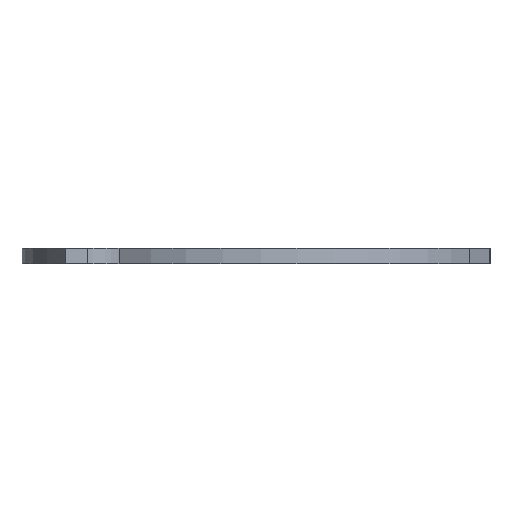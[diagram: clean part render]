
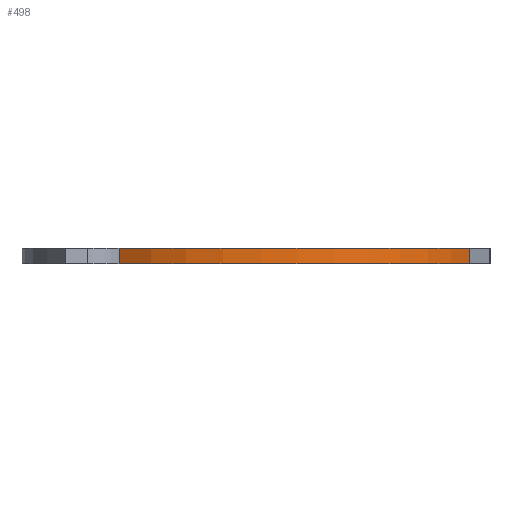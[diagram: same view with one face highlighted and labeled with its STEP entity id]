
A CAD part, front view. The second image highlights one B-rep face of the part: STEP entity #498.
In plain terms, the highlighted cylindrical face has radius 17.575 mm (diameter 35.15 mm), a partial arc.
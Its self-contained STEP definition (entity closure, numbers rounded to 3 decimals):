
#33 = VERTEX_POINT ( 'NONE', #905 ) ;
#80 = CARTESIAN_POINT ( 'NONE',  ( -141.304, 188.888, 1.15 ) ) ;
#87 = CARTESIAN_POINT ( 'NONE',  ( -125.304, 181.616, 1.15 ) ) ;
#92 = CARTESIAN_POINT ( 'NONE',  ( -125.304, 181.616, 0. ) ) ;
#95 = CARTESIAN_POINT ( 'NONE',  ( -151.579, 174.63, 1.15 ) ) ;
#181 = EDGE_CURVE ( 'NONE', #1095, #660, #365, .T. ) ;
#223 = CARTESIAN_POINT ( 'NONE',  ( -141.304, 188.888, 1.15 ) ) ;
#237 = DIRECTION ( 'NONE',  ( -1., 0., 0. ) ) ;
#297 = EDGE_CURVE ( 'NONE', #33, #819, #370, .T. ) ;
#314 = CYLINDRICAL_SURFACE ( 'NONE', #595, 17.575 ) ;
#365 = LINE ( 'NONE', #466, #464 ) ;
#370 = LINE ( 'NONE', #95, #1038 ) ;
#373 = CIRCLE ( 'NONE', #462, 17.575 ) ;
#462 = AXIS2_PLACEMENT_3D ( 'NONE', #575, #567, #1166 ) ;
#464 = VECTOR ( 'NONE', #1233, 1000. ) ;
#466 = CARTESIAN_POINT ( 'NONE',  ( -125.304, 181.616, 1.15 ) ) ;
#498 = ADVANCED_FACE ( 'NONE', ( #1196 ), #314, .T. ) ;
#500 = ORIENTED_EDGE ( 'NONE', *, *, #1052, .T. ) ;
#567 = DIRECTION ( 'NONE',  ( 0., 0., 1. ) ) ;
#575 = CARTESIAN_POINT ( 'NONE',  ( -141.304, 188.888, 0. ) ) ;
#595 = AXIS2_PLACEMENT_3D ( 'NONE', #223, #709, #237 ) ;
#627 = EDGE_CURVE ( 'NONE', #33, #1095, #1207, .T. ) ;
#649 = AXIS2_PLACEMENT_3D ( 'NONE', #80, #1281, #782 ) ;
#660 = VERTEX_POINT ( 'NONE', #92 ) ;
#685 = ORIENTED_EDGE ( 'NONE', *, *, #181, .F. ) ;
#703 = CARTESIAN_POINT ( 'NONE',  ( -151.579, 174.63, 0. ) ) ;
#709 = DIRECTION ( 'NONE',  ( 0., 0., -1. ) ) ;
#775 = ORIENTED_EDGE ( 'NONE', *, *, #297, .T. ) ;
#782 = DIRECTION ( 'NONE',  ( 1., 0., 0. ) ) ;
#792 = EDGE_LOOP ( 'NONE', ( #500, #685, #1189, #775 ) ) ;
#819 = VERTEX_POINT ( 'NONE', #703 ) ;
#905 = CARTESIAN_POINT ( 'NONE',  ( -151.579, 174.63, 1.15 ) ) ;
#1038 = VECTOR ( 'NONE', #1168, 1000. ) ;
#1052 = EDGE_CURVE ( 'NONE', #819, #660, #373, .T. ) ;
#1095 = VERTEX_POINT ( 'NONE', #87 ) ;
#1166 = DIRECTION ( 'NONE',  ( 1., 0., 0. ) ) ;
#1168 = DIRECTION ( 'NONE',  ( 0., 0., -1. ) ) ;
#1189 = ORIENTED_EDGE ( 'NONE', *, *, #627, .F. ) ;
#1196 = FACE_OUTER_BOUND ( 'NONE', #792, .T. ) ;
#1207 = CIRCLE ( 'NONE', #649, 17.575 ) ;
#1233 = DIRECTION ( 'NONE',  ( 0., 0., -1. ) ) ;
#1281 = DIRECTION ( 'NONE',  ( 0., 0., 1. ) ) ;
